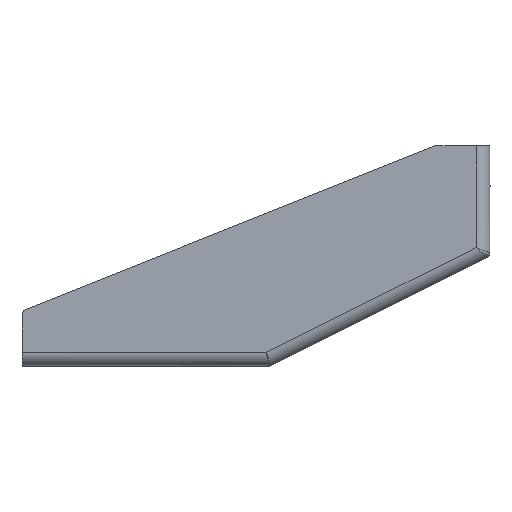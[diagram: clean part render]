
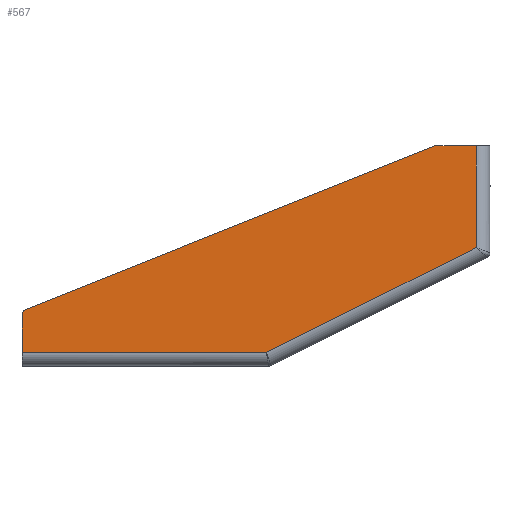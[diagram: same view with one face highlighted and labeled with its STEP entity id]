
A CAD part, left-side view. The second image highlights one B-rep face of the part: STEP entity #567.
In plain terms, the highlighted planar face has unit normal (-1, 0, 0).
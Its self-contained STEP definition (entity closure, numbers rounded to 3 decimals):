
#46 = CARTESIAN_POINT ( 'NONE',  ( 0., 85.44, 43.755 ) ) ;
#47 = DIRECTION ( 'NONE',  ( 0., 0., -1. ) ) ;
#59 = CARTESIAN_POINT ( 'NONE',  ( 0., -64.56, 115.755 ) ) ;
#60 = DIRECTION ( 'NONE',  ( 0., -1., 0. ) ) ;
#61 = CARTESIAN_POINT ( 'NONE',  ( 0., 84.182, 56.258 ) ) ;
#62 = DIRECTION ( 'NONE',  ( 0., -0.928, 0.371 ) ) ;
#115 = AXIS2_PLACEMENT_3D ( 'NONE', #758, #759, #760 ) ;
#143 = EDGE_CURVE ( 'NONE', #1029, #1025, #811, .T. ) ;
#147 = EDGE_CURVE ( 'NONE', #1019, #1037, #804, .T. ) ;
#148 = EDGE_CURVE ( 'NONE', #1050, #1028, #807, .T. ) ;
#150 = EDGE_CURVE ( 'NONE', #1037, #1050, #798, .T. ) ;
#205 = EDGE_CURVE ( 'NONE', #1029, #1019, #393, .T. ) ;
#211 = EDGE_CURVE ( 'NONE', #1020, #1028, #382, .T. ) ;
#215 = EDGE_CURVE ( 'NONE', #1025, #1020, #391, .T. ) ;
#246 = AXIS2_PLACEMENT_3D ( 'NONE', #569, #575, #576 ) ;
#372 = VECTOR ( 'NONE', #62, 1000. ) ;
#375 = VECTOR ( 'NONE', #60, 1000. ) ;
#382 = LINE ( 'NONE', #59, #375 ) ;
#389 = VECTOR ( 'NONE', #47, 1000. ) ;
#391 = LINE ( 'NONE', #61, #372 ) ;
#393 = LINE ( 'NONE', #46, #389 ) ;
#451 = FACE_OUTER_BOUND ( 'NONE', #1000, .T. ) ;
#567 = ADVANCED_FACE ( 'NONE', ( #451 ), #572, .F. ) ;
#569 = CARTESIAN_POINT ( 'NONE',  ( 0., 83.44, 54.401 ) ) ;
#572 = PLANE ( 'NONE',  #246 ) ;
#575 = DIRECTION ( 'NONE',  ( 1., 0., 0. ) ) ;
#576 = DIRECTION ( 'NONE',  ( 0., 0., -1. ) ) ;
#581 = CARTESIAN_POINT ( 'NONE',  ( 0., 85.44, 40.755 ) ) ;
#582 = CARTESIAN_POINT ( 'NONE',  ( 0., 84.182, 56.258 ) ) ;
#587 = CARTESIAN_POINT ( 'NONE',  ( 0., -64.56, 115.755 ) ) ;
#593 = CARTESIAN_POINT ( 'NONE',  ( 0., -79.56, 115.755 ) ) ;
#594 = CARTESIAN_POINT ( 'NONE',  ( 0., 85.44, 54.401 ) ) ;
#602 = CARTESIAN_POINT ( 'NONE',  ( 0., -3.38, 40.755 ) ) ;
#615 = CARTESIAN_POINT ( 'NONE',  ( 0., -79.56, 78.845 ) ) ;
#711 = DIRECTION ( 'NONE',  ( 0., 0., 1. ) ) ;
#714 = CARTESIAN_POINT ( 'NONE',  ( 0., 60.617, 8.756 ) ) ;
#715 = DIRECTION ( 'NONE',  ( 0., -0.894, 0.447 ) ) ;
#758 = CARTESIAN_POINT ( 'NONE',  ( 0., 83.44, 54.401 ) ) ;
#759 = DIRECTION ( 'NONE',  ( 1., 0., 0. ) ) ;
#760 = DIRECTION ( 'NONE',  ( 0., 0., -1. ) ) ;
#761 = CARTESIAN_POINT ( 'NONE',  ( 0., -79.56, 54.401 ) ) ;
#768 = CARTESIAN_POINT ( 'NONE',  ( 0., 83.44, 40.755 ) ) ;
#769 = DIRECTION ( 'NONE',  ( 0., -1., 0. ) ) ;
#795 = VECTOR ( 'NONE', #715, 1000. ) ;
#798 = LINE ( 'NONE', #714, #795 ) ;
#799 = VECTOR ( 'NONE', #711, 1000. ) ;
#801 = VECTOR ( 'NONE', #769, 1000. ) ;
#804 = LINE ( 'NONE', #768, #801 ) ;
#807 = LINE ( 'NONE', #761, #799 ) ;
#811 = CIRCLE ( 'NONE', #115, 2. ) ;
#946 = ORIENTED_EDGE ( 'NONE', *, *, #150, .T. ) ;
#948 = ORIENTED_EDGE ( 'NONE', *, *, #148, .T. ) ;
#949 = ORIENTED_EDGE ( 'NONE', *, *, #143, .F. ) ;
#950 = ORIENTED_EDGE ( 'NONE', *, *, #205, .T. ) ;
#951 = ORIENTED_EDGE ( 'NONE', *, *, #211, .F. ) ;
#952 = ORIENTED_EDGE ( 'NONE', *, *, #215, .F. ) ;
#956 = ORIENTED_EDGE ( 'NONE', *, *, #147, .T. ) ;
#1000 = EDGE_LOOP ( 'NONE', ( #946, #948, #951, #952, #949, #950, #956 ) ) ;
#1019 = VERTEX_POINT ( 'NONE', #581 ) ;
#1020 = VERTEX_POINT ( 'NONE', #587 ) ;
#1025 = VERTEX_POINT ( 'NONE', #582 ) ;
#1028 = VERTEX_POINT ( 'NONE', #593 ) ;
#1029 = VERTEX_POINT ( 'NONE', #594 ) ;
#1037 = VERTEX_POINT ( 'NONE', #602 ) ;
#1050 = VERTEX_POINT ( 'NONE', #615 ) ;
